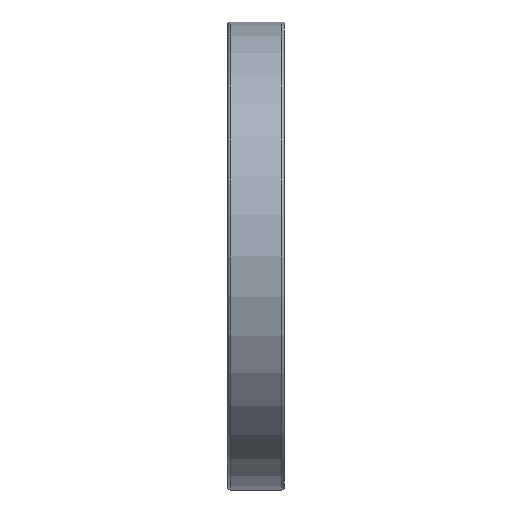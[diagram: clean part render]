
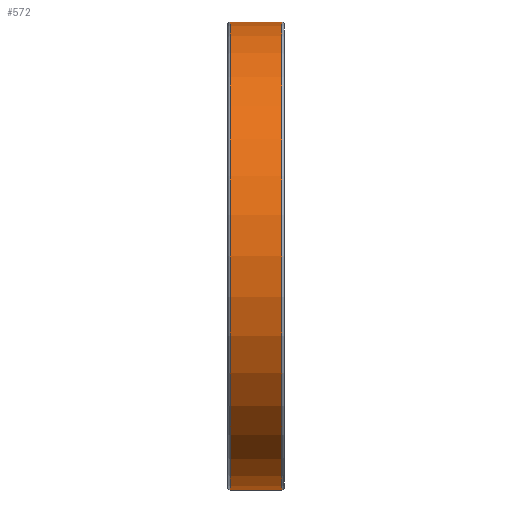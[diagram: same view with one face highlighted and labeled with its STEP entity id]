
A CAD part, front view. The second image highlights one B-rep face of the part: STEP entity #572.
In plain terms, the highlighted cylindrical face has radius 29 mm (diameter 58 mm), a full revolution.
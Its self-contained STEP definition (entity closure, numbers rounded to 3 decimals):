
#572 = ADVANCED_FACE( '', ( #604, #605 ), #606, .T. );
#604 = FACE_OUTER_BOUND( '', #657, .T. );
#605 = FACE_OUTER_BOUND( '', #658, .T. );
#606 = CYLINDRICAL_SURFACE( '', #659, 29. );
#657 = EDGE_LOOP( '', ( #721 ) );
#658 = EDGE_LOOP( '', ( #722 ) );
#659 = AXIS2_PLACEMENT_3D( '', #723, #724, #725 );
#721 = ORIENTED_EDGE( '', *, *, #784, .T. );
#722 = ORIENTED_EDGE( '', *, *, #783, .F. );
#723 = CARTESIAN_POINT( '', ( 7., 0., 0. ) );
#724 = DIRECTION( '', ( -1., 0., 0. ) );
#725 = DIRECTION( '', ( 0., 0., -1. ) );
#783 = EDGE_CURVE( '', #807, #807, #808, .T. );
#784 = EDGE_CURVE( '', #809, #809, #810, .T. );
#807 = VERTEX_POINT( '', #839 );
#808 = CIRCLE( '', #840, 29. );
#809 = VERTEX_POINT( '', #841 );
#810 = CIRCLE( '', #842, 29. );
#839 = CARTESIAN_POINT( '', ( 6.7, 0., -29. ) );
#840 = AXIS2_PLACEMENT_3D( '', #877, #878, #879 );
#841 = CARTESIAN_POINT( '', ( 0.3, 0., -29. ) );
#842 = AXIS2_PLACEMENT_3D( '', #880, #881, #882 );
#877 = CARTESIAN_POINT( '', ( 6.7, 0., 0. ) );
#878 = DIRECTION( '', ( 1., 0., 0. ) );
#879 = DIRECTION( '', ( 0., 0., -1. ) );
#880 = CARTESIAN_POINT( '', ( 0.3, 0., 0. ) );
#881 = DIRECTION( '', ( 1., 0., 0. ) );
#882 = DIRECTION( '', ( 0., 0., -1. ) );
